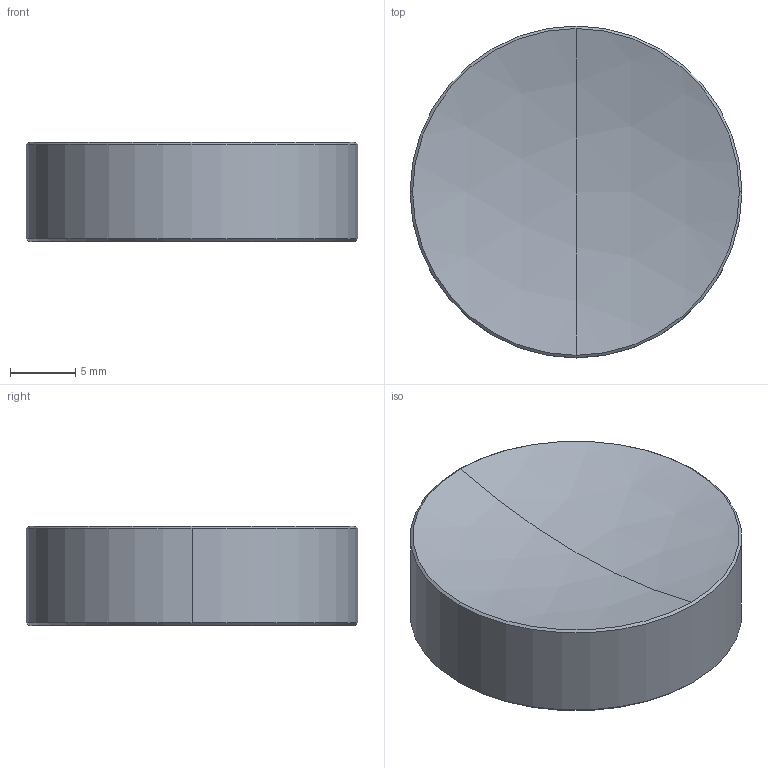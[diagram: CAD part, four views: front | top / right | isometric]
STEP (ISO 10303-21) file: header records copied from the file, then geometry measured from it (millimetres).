
FILE_DESCRIPTION (( 'STEP AP214' ), '1' );
FILE_NAME ('22194-E0W.STEP', '2011-04-13T15:50:25', ( 'Admin' ), ( 'Thorlabs, Inc.' ), 'SwSTEP 2.0', 'SolidWorks 2011', '' );
FILE_SCHEMA (( 'AUTOMOTIVE_DESIGN' ));
Length unit declared in the file: inch
Products named in the file (1): 22194-E0W
Bounding box: 25.4 x 25.4 x 7.59 mm (x, y, z)
Volume: 3450.3 mm3; surface area: 1609.7 mm2
Topology: 1 solids, 1 shells, 281 faces, 747 edges, 497 vertices
Faces by surface type: plane 163, bspline 110, cone 4, sphere 2, cylinder 2
Entity records: 18550 total; most frequent: CARTESIAN_POINT 8604, ORIENTED_EDGE 1494, DIRECTION 883, EDGE_CURVE 747, LINE 515, VECTOR 515, VERTEX_POINT 497, EDGE_LOOP 310
